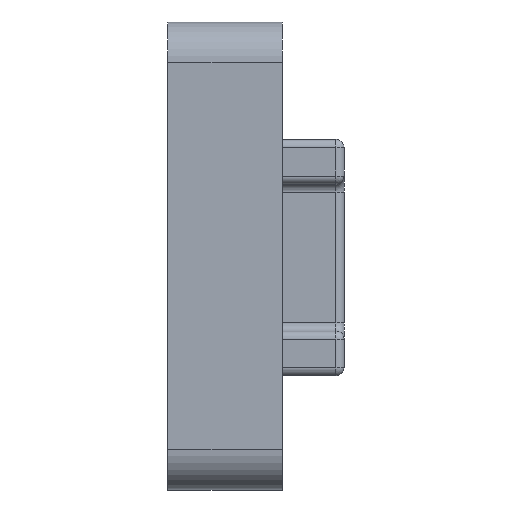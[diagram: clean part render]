
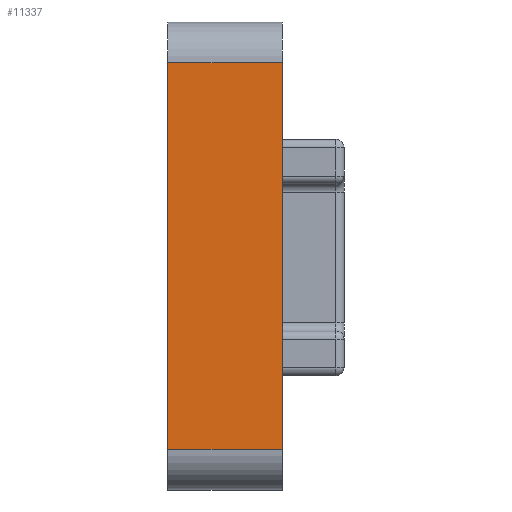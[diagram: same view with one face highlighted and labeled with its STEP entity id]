
A CAD part, front view. The second image highlights one B-rep face of the part: STEP entity #11337.
In plain terms, the highlighted planar face has unit normal (0, -1, 0).
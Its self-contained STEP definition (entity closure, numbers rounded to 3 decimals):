
#622 = LINE ( 'NONE', #7033, #7582 ) ;
#644 = FACE_OUTER_BOUND ( 'NONE', #15121, .T. ) ;
#903 = CARTESIAN_POINT ( 'NONE',  ( 3.5, -18.65, 11.85 ) ) ;
#1963 = ORIENTED_EDGE ( 'NONE', *, *, #3653, .F. ) ;
#2611 = VERTEX_POINT ( 'NONE', #21498 ) ;
#2653 = DIRECTION ( 'NONE',  ( -1., 0., 0. ) ) ;
#3462 = CARTESIAN_POINT ( 'NONE',  ( 3.5, -18.65, 14.35 ) ) ;
#3608 = ORIENTED_EDGE ( 'NONE', *, *, #4928, .T. ) ;
#3653 = EDGE_CURVE ( 'NONE', #16566, #13336, #4036, .T. ) ;
#3689 = CARTESIAN_POINT ( 'NONE',  ( -3.5, -18.65, 11.85 ) ) ;
#4036 = LINE ( 'NONE', #10544, #12971 ) ;
#4193 = CARTESIAN_POINT ( 'NONE',  ( -3.5, -18.65, 14.35 ) ) ;
#4928 = EDGE_CURVE ( 'NONE', #6256, #2611, #13544, .T. ) ;
#6256 = VERTEX_POINT ( 'NONE', #3689 ) ;
#6761 = LINE ( 'NONE', #903, #21484 ) ;
#7033 = CARTESIAN_POINT ( 'NONE',  ( 3.5, -18.65, -11.85 ) ) ;
#7582 = VECTOR ( 'NONE', #14200, 1000. ) ;
#7588 = ORIENTED_EDGE ( 'NONE', *, *, #9810, .T. ) ;
#8812 = VECTOR ( 'NONE', #13305, 1000. ) ;
#9810 = EDGE_CURVE ( 'NONE', #16566, #6256, #6761, .T. ) ;
#9991 = AXIS2_PLACEMENT_3D ( 'NONE', #3462, #14712, #21391 ) ;
#10544 = CARTESIAN_POINT ( 'NONE',  ( 3.5, -18.65, 14.35 ) ) ;
#11337 = ADVANCED_FACE ( 'NONE', ( #644 ), #11428, .F. ) ;
#11428 = PLANE ( 'NONE',  #9991 ) ;
#12283 = EDGE_CURVE ( 'NONE', #2611, #13336, #622, .T. ) ;
#12971 = VECTOR ( 'NONE', #21343, 1000. ) ;
#13305 = DIRECTION ( 'NONE',  ( 0., 0., -1. ) ) ;
#13336 = VERTEX_POINT ( 'NONE', #16193 ) ;
#13544 = LINE ( 'NONE', #4193, #8812 ) ;
#14200 = DIRECTION ( 'NONE',  ( 1., 0., 0. ) ) ;
#14712 = DIRECTION ( 'NONE',  ( 0., 1., 0. ) ) ;
#15121 = EDGE_LOOP ( 'NONE', ( #3608, #15675, #1963, #7588 ) ) ;
#15675 = ORIENTED_EDGE ( 'NONE', *, *, #12283, .T. ) ;
#16193 = CARTESIAN_POINT ( 'NONE',  ( 3.5, -18.65, -11.85 ) ) ;
#16566 = VERTEX_POINT ( 'NONE', #22689 ) ;
#21343 = DIRECTION ( 'NONE',  ( 0., 0., -1. ) ) ;
#21391 = DIRECTION ( 'NONE',  ( 0., 0., 1. ) ) ;
#21484 = VECTOR ( 'NONE', #2653, 1000. ) ;
#21498 = CARTESIAN_POINT ( 'NONE',  ( -3.5, -18.65, -11.85 ) ) ;
#22689 = CARTESIAN_POINT ( 'NONE',  ( 3.5, -18.65, 11.85 ) ) ;
